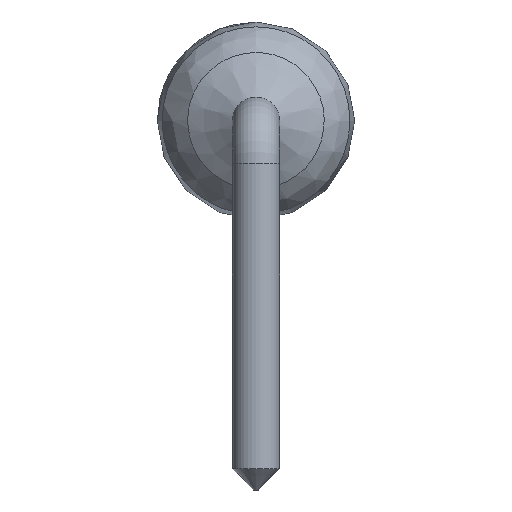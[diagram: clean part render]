
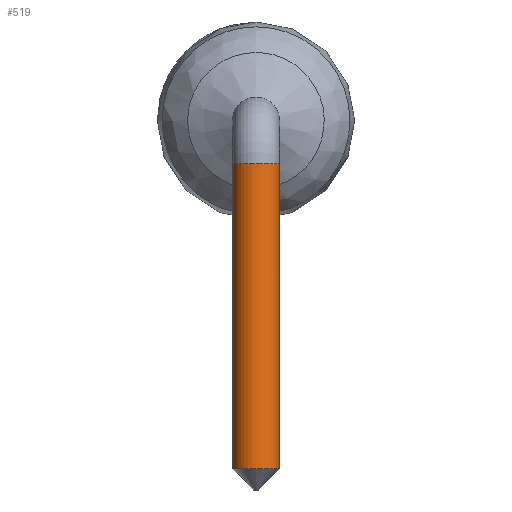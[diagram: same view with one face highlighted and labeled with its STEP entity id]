
A CAD part, left-side view. The second image highlights one B-rep face of the part: STEP entity #519.
In plain terms, the highlighted cylindrical face has radius 0.275 mm (diameter 0.55 mm), a full revolution.
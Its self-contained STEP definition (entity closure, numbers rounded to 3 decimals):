
#35=CYLINDRICAL_SURFACE('',#580,0.275);
#46=LINE('',#974,#57);
#57=VECTOR('',#685,0.275);
#90=FACE_OUTER_BOUND('',#121,.T.);
#121=EDGE_LOOP('',(#377,#378,#379,#380,#381));
#160=CIRCLE('',#578,0.275);
#161=CIRCLE('',#579,0.275);
#162=CIRCLE('',#581,0.275);
#233=VERTEX_POINT('',#967);
#234=VERTEX_POINT('',#969);
#235=VERTEX_POINT('',#973);
#290=EDGE_CURVE('',#233,#234,#160,.T.);
#291=EDGE_CURVE('',#234,#233,#161,.T.);
#292=EDGE_CURVE('',#234,#235,#46,.T.);
#293=EDGE_CURVE('',#235,#235,#162,.T.);
#377=ORIENTED_EDGE('',*,*,#290,.F.);
#378=ORIENTED_EDGE('',*,*,#291,.F.);
#379=ORIENTED_EDGE('',*,*,#292,.T.);
#380=ORIENTED_EDGE('',*,*,#293,.T.);
#381=ORIENTED_EDGE('',*,*,#292,.F.);
#519=ADVANCED_FACE('',(#90),#35,.T.);
#578=AXIS2_PLACEMENT_3D('',#970,#679,#680);
#579=AXIS2_PLACEMENT_3D('',#971,#681,#682);
#580=AXIS2_PLACEMENT_3D('',#972,#683,#684);
#581=AXIS2_PLACEMENT_3D('',#975,#686,#687);
#679=DIRECTION('center_axis',(0.,0.,
-1.));
#680=DIRECTION('ref_axis',(1.,0.,0.));
#681=DIRECTION('center_axis',(0.,0.,
-1.));
#682=DIRECTION('ref_axis',(1.,0.,0.));
#683=DIRECTION('center_axis',(0.,0.,
-1.));
#684=DIRECTION('ref_axis',(-1.,0.,0.));
#685=DIRECTION('',(0.,0.,1.));
#686=DIRECTION('center_axis',(0.,0.,
-1.));
#687=DIRECTION('ref_axis',(-1.,0.,0.));
#967=CARTESIAN_POINT('',(-0.275,0.,-2.75));
#969=CARTESIAN_POINT('',(0.275,0.,-2.75));
#970=CARTESIAN_POINT('Origin',(0.,0.,
-2.75));
#971=CARTESIAN_POINT('Origin',(0.,0.,
-2.75));
#972=CARTESIAN_POINT('Origin',(0.,0.,1.745));
#973=CARTESIAN_POINT('',(0.275,0.,0.8));
#974=CARTESIAN_POINT('',(0.275,0.,1.745));
#975=CARTESIAN_POINT('Origin',(0.,0.,0.8));
